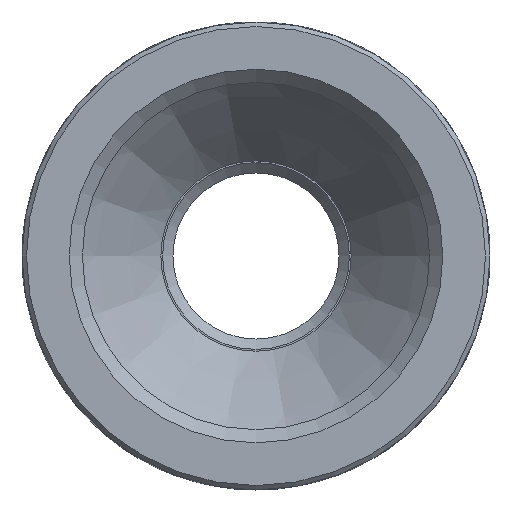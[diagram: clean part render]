
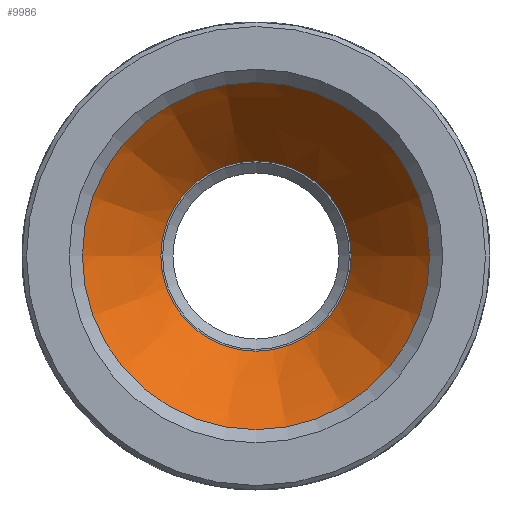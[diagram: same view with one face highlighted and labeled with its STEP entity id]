
A CAD part, left-side view. The second image highlights one B-rep face of the part: STEP entity #9986.
In plain terms, the highlighted conical face has half-angle 38.473 degrees and reference radius 16.439 mm.
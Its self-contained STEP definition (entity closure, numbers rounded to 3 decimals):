
#352 = CONICAL_SURFACE ( 'NONE', #8868, 16.439, 0.671 ) ;
#574 = VERTEX_POINT ( 'NONE', #12935 ) ;
#2647 = AXIS2_PLACEMENT_3D ( 'NONE', #10311, #12088, #11228 ) ;
#3159 = CARTESIAN_POINT ( 'NONE',  ( -11.5, 0., 0. ) ) ;
#3625 = CARTESIAN_POINT ( 'NONE',  ( -18.75, 0., 0. ) ) ;
#3642 = EDGE_CURVE ( 'NONE', #6654, #6654, #5400, .T. ) ;
#4221 = DIRECTION ( 'NONE',  ( 0., -1., 0. ) ) ;
#4964 = ORIENTED_EDGE ( 'NONE', *, *, #3642, .F. ) ;
#5018 = CIRCLE ( 'NONE', #9259, 10.678 ) ;
#5152 = DIRECTION ( 'NONE',  ( -1., 0., 0. ) ) ;
#5400 = CIRCLE ( 'NONE', #2647, 21.766 ) ;
#6654 = VERTEX_POINT ( 'NONE', #10909 ) ;
#7267 = EDGE_CURVE ( 'NONE', #574, #574, #5018, .T. ) ;
#7670 = DIRECTION ( 'NONE',  ( -1., 0., 0. ) ) ;
#8537 = FACE_BOUND ( 'NONE', #12577, .T. ) ;
#8868 = AXIS2_PLACEMENT_3D ( 'NONE', #3625, #7670, #11603 ) ;
#8940 = EDGE_LOOP ( 'NONE', ( #4964 ) ) ;
#9259 = AXIS2_PLACEMENT_3D ( 'NONE', #3159, #5152, #4221 ) ;
#9986 = ADVANCED_FACE ( 'NONE', ( #8537, #12587 ), #352, .F. ) ;
#10147 = ORIENTED_EDGE ( 'NONE', *, *, #7267, .F. ) ;
#10311 = CARTESIAN_POINT ( 'NONE',  ( -25.454, 0., 0. ) ) ;
#10909 = CARTESIAN_POINT ( 'NONE',  ( -25.454, 21.766, 0. ) ) ;
#11228 = DIRECTION ( 'NONE',  ( 0., 1., 0. ) ) ;
#11603 = DIRECTION ( 'NONE',  ( 0., -1., 0. ) ) ;
#12088 = DIRECTION ( 'NONE',  ( 1., 0., 0. ) ) ;
#12577 = EDGE_LOOP ( 'NONE', ( #10147 ) ) ;
#12587 = FACE_OUTER_BOUND ( 'NONE', #8940, .T. ) ;
#12935 = CARTESIAN_POINT ( 'NONE',  ( -11.5, -10.677, 0. ) ) ;
